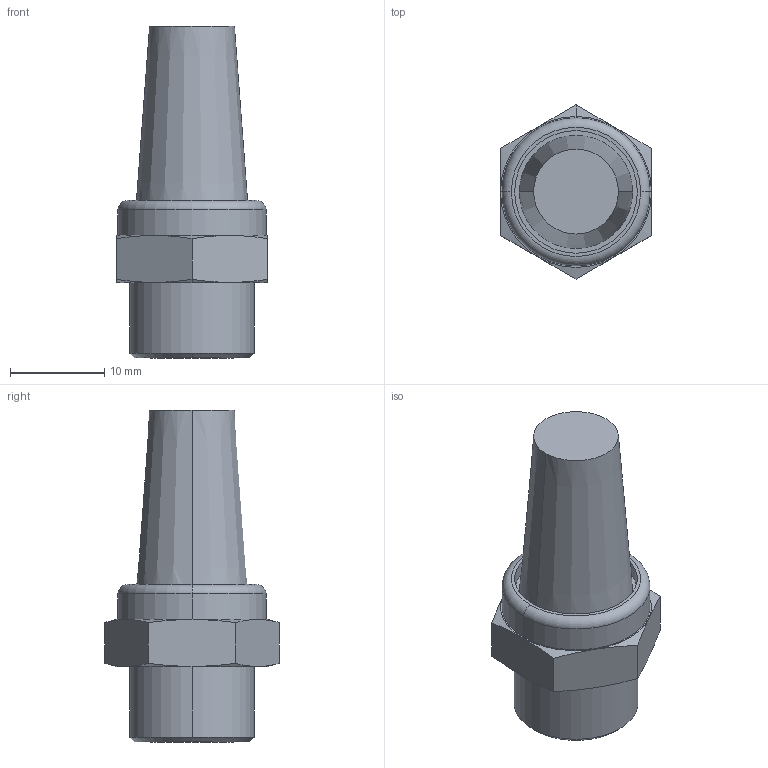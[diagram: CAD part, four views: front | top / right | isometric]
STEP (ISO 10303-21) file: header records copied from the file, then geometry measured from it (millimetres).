
FILE_DESCRIPTION(( 'MV.11BX00.14.STEP' ), '1');
FILE_NAME( 'MV.11BX00.14.STEP', '2018-10-03T13:58:53',( 'Sopra'),('sopra-pneumatic.com'), 'SwSTEP 2.0','SolidWorks 2009','' );
FILE_SCHEMA (( 'CONFIG_CONTROL_DESIGN' ));
Length unit declared in the file: millimetre
Products named in the file (1): 04010002-BE
Bounding box: 16 x 18.48 x 35.2 mm (x, y, z)
Volume: 3566.6 mm3; surface area: 2756 mm2
Topology: 2 solids, 2 shells, 51 faces, 106 edges, 64 vertices
Faces by surface type: cone 20, plane 15, cylinder 14, torus 2
Entity records: 1457 total; most frequent: CARTESIAN_POINT 294, DIRECTION 240, ORIENTED_EDGE 212, AXIS2_PLACEMENT_3D 106, EDGE_CURVE 106, VERTEX_POINT 64, EDGE_LOOP 58, CIRCLE 54
